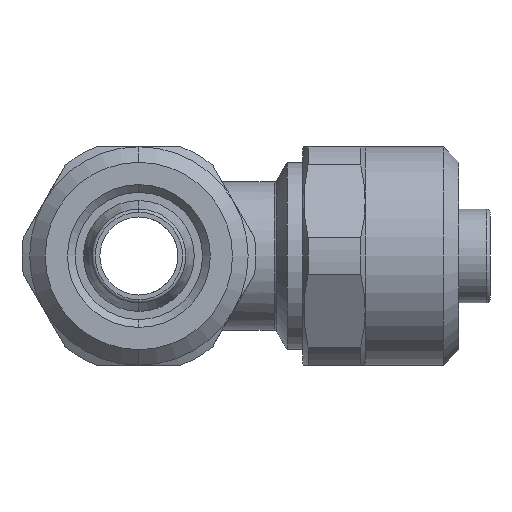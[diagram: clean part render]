
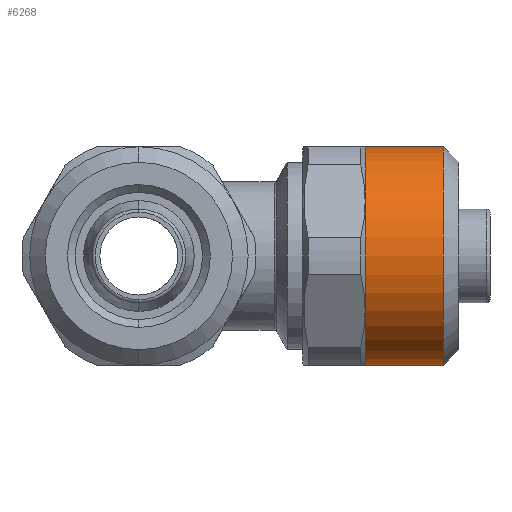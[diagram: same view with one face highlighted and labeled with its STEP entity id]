
A CAD part, left-side view. The second image highlights one B-rep face of the part: STEP entity #6268.
In plain terms, the highlighted cylindrical face has radius 7 mm (diameter 14 mm), a partial arc.
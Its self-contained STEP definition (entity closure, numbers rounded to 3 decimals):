
#81 = EDGE_CURVE ( 'NONE', #3081, #3086, #2251, .T. ) ;
#82 = EDGE_CURVE ( 'NONE', #3086, #3085, #2111, .T. ) ;
#83 = EDGE_CURVE ( 'NONE', #3085, #3084, #2108, .T. ) ;
#84 = EDGE_CURVE ( 'NONE', #3084, #3082, #2106, .T. ) ;
#85 = EDGE_CURVE ( 'NONE', #3080, #3082, #2250, .T. ) ;
#87 = EDGE_CURVE ( 'NONE', #3081, #3080, #2101, .T. ) ;
#1057 = CYLINDRICAL_SURFACE ( 'NONE', #6509, 7. ) ;
#1058 = FACE_OUTER_BOUND ( 'NONE', #5115, .T. ) ;
#2097 = AXIS2_PLACEMENT_3D ( 'NONE', #5037, #5041, #5033 ) ;
#2101 = CIRCLE ( 'NONE', #2097, 7. ) ;
#2102 = VECTOR ( 'NONE', #5335, 1000. ) ;
#2105 = AXIS2_PLACEMENT_3D ( 'NONE', #5344, #5342, #5347 ) ;
#2106 = CIRCLE ( 'NONE', #2105, 7. ) ;
#2107 = AXIS2_PLACEMENT_3D ( 'NONE', #5334, #5340, #5349 ) ;
#2108 = CIRCLE ( 'NONE', #2107, 7. ) ;
#2109 = AXIS2_PLACEMENT_3D ( 'NONE', #5346, #5348, #5341 ) ;
#2110 = VECTOR ( 'NONE', #5343, 1000. ) ;
#2111 = CIRCLE ( 'NONE', #2109, 7. ) ;
#2250 = LINE ( 'NONE', #5337, #2102 ) ;
#2251 = LINE ( 'NONE', #5336, #2110 ) ;
#2600 = CARTESIAN_POINT ( 'NONE',  ( 0., -14.5, -7. ) ) ;
#2602 = CARTESIAN_POINT ( 'NONE',  ( -6.062, -14.5, -3.5 ) ) ;
#2603 = CARTESIAN_POINT ( 'NONE',  ( -6.062, -14.5, 3.5 ) ) ;
#2605 = CARTESIAN_POINT ( 'NONE',  ( 0., -14.5, 7. ) ) ;
#2606 = CARTESIAN_POINT ( 'NONE',  ( 0., -19.5, -7. ) ) ;
#2607 = CARTESIAN_POINT ( 'NONE',  ( 0., -19.5, 7. ) ) ;
#3080 = VERTEX_POINT ( 'NONE', #2607 ) ;
#3081 = VERTEX_POINT ( 'NONE', #2606 ) ;
#3082 = VERTEX_POINT ( 'NONE', #2605 ) ;
#3084 = VERTEX_POINT ( 'NONE', #2603 ) ;
#3085 = VERTEX_POINT ( 'NONE', #2602 ) ;
#3086 = VERTEX_POINT ( 'NONE', #2600 ) ;
#3732 = DIRECTION ( 'NONE',  ( 0., 0., -1. ) ) ;
#3733 = DIRECTION ( 'NONE',  ( 0., 1., 0. ) ) ;
#3734 = CARTESIAN_POINT ( 'NONE',  ( 0., -7.287, 0. ) ) ;
#5033 = DIRECTION ( 'NONE',  ( 0., 0., -1. ) ) ;
#5037 = CARTESIAN_POINT ( 'NONE',  ( 0., -19.5, 0. ) ) ;
#5041 = DIRECTION ( 'NONE',  ( 0., 1., 0. ) ) ;
#5115 = EDGE_LOOP ( 'NONE', ( #6823, #6825, #6824, #6826, #6827, #6828 ) ) ;
#5334 = CARTESIAN_POINT ( 'NONE',  ( 0., -14.5, 0. ) ) ;
#5335 = DIRECTION ( 'NONE',  ( 0., 1., 0. ) ) ;
#5336 = CARTESIAN_POINT ( 'NONE',  ( 0., -7.287, -7. ) ) ;
#5337 = CARTESIAN_POINT ( 'NONE',  ( 0., -7.287, 7. ) ) ;
#5340 = DIRECTION ( 'NONE',  ( 0., 1., 0. ) ) ;
#5341 = DIRECTION ( 'NONE',  ( 0., 0., -1. ) ) ;
#5342 = DIRECTION ( 'NONE',  ( 0., 1., 0. ) ) ;
#5343 = DIRECTION ( 'NONE',  ( 0., 1., 0. ) ) ;
#5344 = CARTESIAN_POINT ( 'NONE',  ( 0., -14.5, 0. ) ) ;
#5346 = CARTESIAN_POINT ( 'NONE',  ( 0., -14.5, 0. ) ) ;
#5347 = DIRECTION ( 'NONE',  ( 0., 0., -1. ) ) ;
#5348 = DIRECTION ( 'NONE',  ( 0., 1., 0. ) ) ;
#5349 = DIRECTION ( 'NONE',  ( 0., 0., -1. ) ) ;
#6268 = ADVANCED_FACE ( 'NONE', ( #1058 ), #1057, .T. ) ;
#6509 = AXIS2_PLACEMENT_3D ( 'NONE', #3734, #3733, #3732 ) ;
#6823 = ORIENTED_EDGE ( 'NONE', *, *, #87, .T. ) ;
#6824 = ORIENTED_EDGE ( 'NONE', *, *, #84, .F. ) ;
#6825 = ORIENTED_EDGE ( 'NONE', *, *, #85, .T. ) ;
#6826 = ORIENTED_EDGE ( 'NONE', *, *, #83, .F. ) ;
#6827 = ORIENTED_EDGE ( 'NONE', *, *, #82, .F. ) ;
#6828 = ORIENTED_EDGE ( 'NONE', *, *, #81, .F. ) ;
